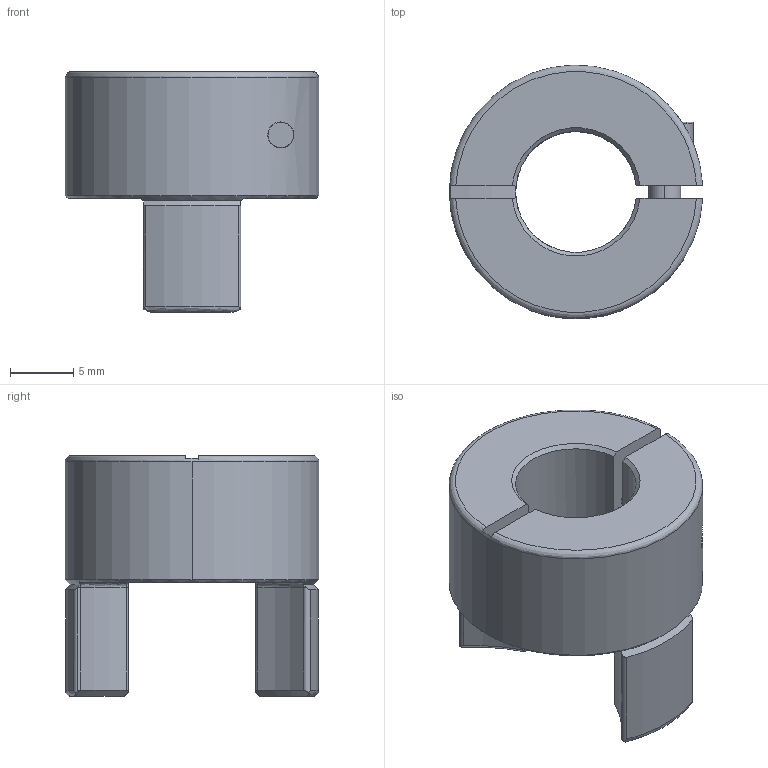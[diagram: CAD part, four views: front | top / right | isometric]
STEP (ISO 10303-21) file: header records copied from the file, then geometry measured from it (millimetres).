
FILE_DESCRIPTION (( 'STEP AP203' ), '1' );
FILE_NAME ('SJC-20C-9.525.step', '2021-04-15T12:37:03', ( '' ), ( '' ), 'SwSTEP 2.0', 'SolidWorks 2021', '' );
FILE_SCHEMA (( 'CONFIG_CONTROL_DESIGN' ));
Length unit declared in the file: inch
Products named in the file (1): SJC-20C-9.525
Bounding box: 19.99 x 19.99 x 19 mm (x, y, z)
Volume: 2712.8 mm3; surface area: 2067.8 mm2
Topology: 2 solids, 2 shells, 104 faces, 262 edges, 163 vertices
Faces by surface type: cylinder 37, plane 27, bspline 23, cone 17
Entity records: 4089 total; most frequent: CARTESIAN_POINT 1739, ORIENTED_EDGE 520, DIRECTION 415, EDGE_CURVE 260, AXIS2_PLACEMENT_3D 167, VERTEX_POINT 163, EDGE_LOOP 111, ADVANCED_FACE 104
